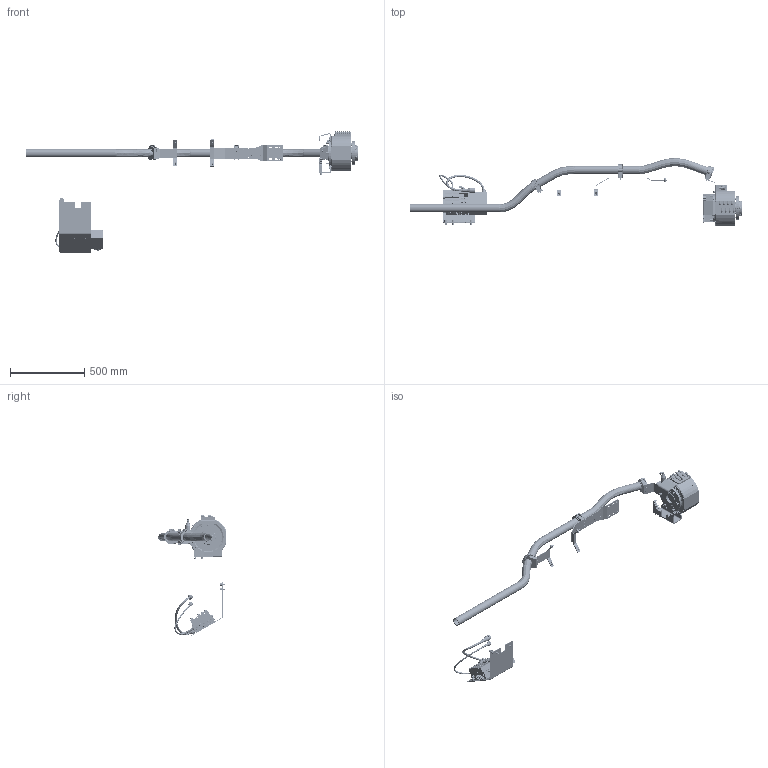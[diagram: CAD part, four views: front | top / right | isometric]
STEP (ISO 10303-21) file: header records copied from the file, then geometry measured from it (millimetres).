
FILE_DESCRIPTION (( 'STEP AP203' ), '1' );
FILE_NAME ('TS153L-602.STEP', '2020-04-22T12:02:20', ( '' ), ( '' ), 'SwSTEP 2.0', 'SolidWorks 2019', '' );
FILE_SCHEMA (( 'CONFIG_CONTROL_DESIGN' ));
Length unit declared in the file: millimetre
Products named in the file (1): TS153L-602
Bounding box: 2229.51 x 454.6 x 815.34 mm (x, y, z)
Volume: 13806718.7 mm3; surface area: 2623245.7 mm2
Topology: 228 solids, 228 shells, 9885 faces, 24634 edges, 15948 vertices
Faces by surface type: plane 4442, cylinder 2900, bspline 1669, cone 512, torus 300, sphere 62
Entity records: 418539 total; most frequent: CARTESIAN_POINT 190772, ORIENTED_EDGE 48984, DIRECTION 43303, EDGE_CURVE 24492, VERTEX_POINT 15894, AXIS2_PLACEMENT_3D 15079, VECTOR 13145, LINE 13145
